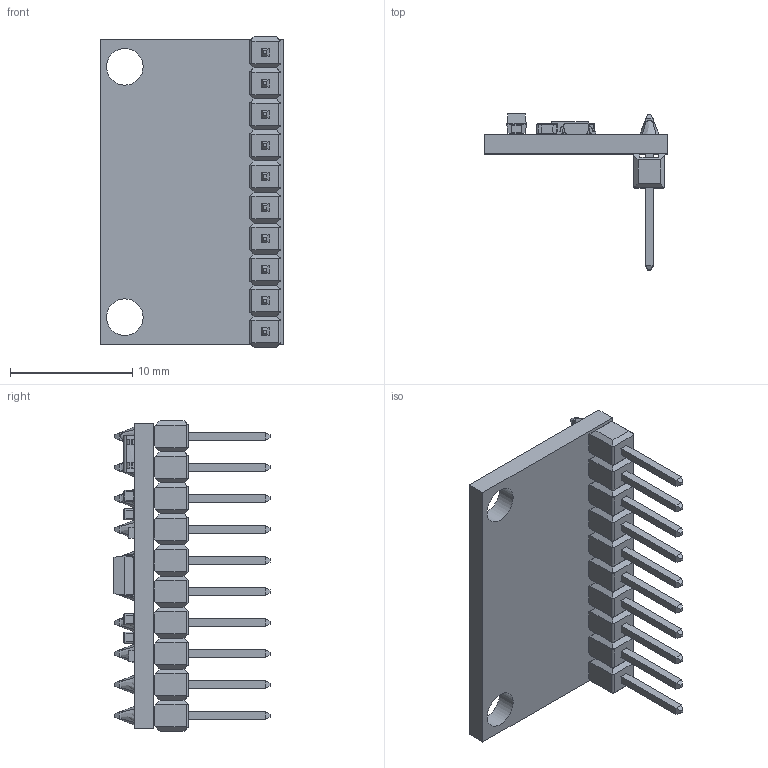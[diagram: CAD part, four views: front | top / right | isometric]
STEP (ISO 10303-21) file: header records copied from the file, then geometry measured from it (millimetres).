
FILE_DESCRIPTION(/* description */ (''),/* implementation_level */ '2;1');
FILE_NAME(/* name */ 'MPU-9250.step',/* time_stamp */ '2020-05-09T22:47:26+01:00',/* author */ (''),/* organization */ (''),/* preprocessor_version */ 'ST-DEVELOPER v18.1',/* originating_system */ 'Autodesk Translation Framework v9.2.0.1227',/* authorisation */ '');
FILE_SCHEMA (('AUTOMOTIVE_DESIGN { 1 0 10303 214 3 1 1 }'));
Products named in the file (9): MPU-9250_Downloaded; board; Pin Header 1x10 TH Pitch 2; QFN-24 3x3 0; tantalum 10uF; SOT23_5; RESC-0603; CAPC-0603-T0; Component9
Assembly tree (17 placements, depth 2):
  MPU-9250_Downloaded
    board
    Pin Header 1x10 TH Pitch 2
    QFN-24 3x3 0
    tantalum 10uF
    SOT23_5
    RESC-0603  x5
    CAPC-0603-T0  x5
    Component9  x2
Bounding box: 15 x 12.78 x 25.4 mm (x, y, z)
Volume: 649 mm3; surface area: 1822.8 mm2
Topology: 45 solids, 55 shells, 2155 faces, 5859 edges, 3826 vertices
Faces by surface type: plane 1273, bspline 658, cylinder 184, sphere 40
Full cylindrical faces by diameter (mm): 0.392 x1, 0.5 x1, 1 x10, 3 x2
Entity records: 63148 total; most frequent: CARTESIAN_POINT 21125, ORIENTED_EDGE 9738, DIRECTION 6269, EDGE_CURVE 4905, LINE 3373, VECTOR 3373, VERTEX_POINT 3232, EDGE_LOOP 1919
